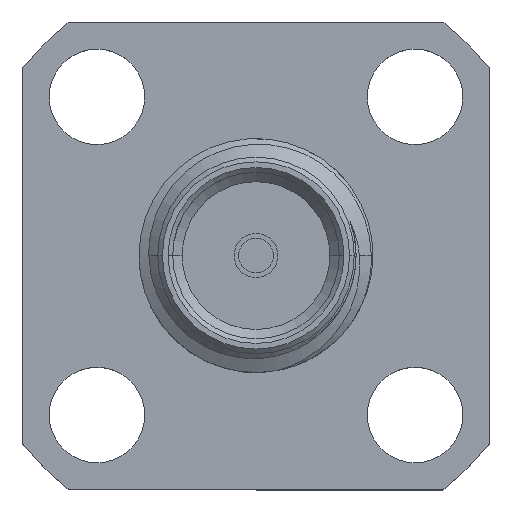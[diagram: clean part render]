
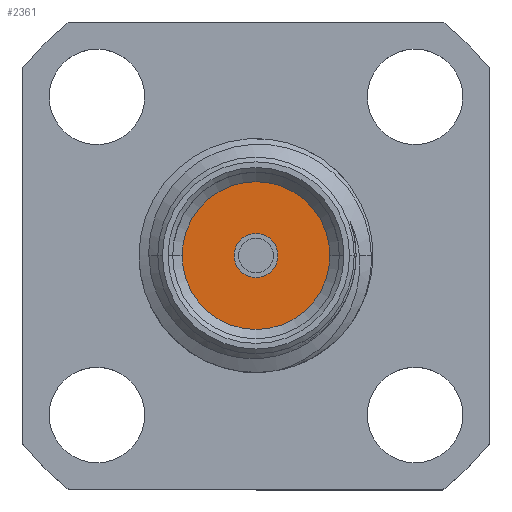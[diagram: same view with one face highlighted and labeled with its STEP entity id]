
A CAD part, top view. The second image highlights one B-rep face of the part: STEP entity #2361.
In plain terms, the highlighted planar face has unit normal (0, 0, 1).
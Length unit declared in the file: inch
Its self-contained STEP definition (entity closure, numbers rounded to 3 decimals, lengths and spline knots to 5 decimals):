
#456 = CARTESIAN_POINT ( 'NONE',  ( -0.0235, 0., 0.2625 ) ) ;
#501 = DIRECTION ( 'NONE',  ( 0., 0., 1. ) ) ;
#517 = ORIENTED_EDGE ( 'NONE', *, *, #2287, .F. ) ;
#689 = DIRECTION ( 'NONE',  ( 0., 0., 1. ) ) ;
#759 = CARTESIAN_POINT ( 'NONE',  ( -0.079, 0., 0.2625 ) ) ;
#947 = VERTEX_POINT ( 'NONE', #1236 ) ;
#1236 = CARTESIAN_POINT ( 'NONE',  ( 0.079, 0., 0.2625 ) ) ;
#1381 = CARTESIAN_POINT ( 'NONE',  ( 0., 0., 0.2625 ) ) ;
#1484 = AXIS2_PLACEMENT_3D ( 'NONE', #1381, #501, #5093 ) ;
#1527 = CIRCLE ( 'NONE', #1484, 0.0235 ) ;
#1652 = AXIS2_PLACEMENT_3D ( 'NONE', #3166, #689, #4017 ) ;
#1896 = AXIS2_PLACEMENT_3D ( 'NONE', #4671, #4251, #4730 ) ;
#1937 = DIRECTION ( 'NONE',  ( 1., 0., 0. ) ) ;
#1943 = VERTEX_POINT ( 'NONE', #456 ) ;
#2278 = EDGE_LOOP ( 'NONE', ( #4863, #517 ) ) ;
#2279 = PLANE ( 'NONE',  #1652 ) ;
#2287 = EDGE_CURVE ( 'NONE', #1943, #4526, #1527, .T. ) ;
#2346 = CARTESIAN_POINT ( 'NONE',  ( 0., 0., 0.2625 ) ) ;
#2361 = ADVANCED_FACE ( 'NONE', ( #4387, #5239 ), #2279, .T. ) ;
#2402 = DIRECTION ( 'NONE',  ( 1., 0., 0. ) ) ;
#2525 = EDGE_CURVE ( 'NONE', #3735, #947, #5311, .T. ) ;
#2865 = CARTESIAN_POINT ( 'NONE',  ( 0., 0., 0.2625 ) ) ;
#3166 = CARTESIAN_POINT ( 'NONE',  ( 0., 0., 0.2625 ) ) ;
#3317 = CARTESIAN_POINT ( 'NONE',  ( 0.0235, 0., 0.2625 ) ) ;
#3423 = EDGE_CURVE ( 'NONE', #4526, #1943, #4247, .T. ) ;
#3561 = ORIENTED_EDGE ( 'NONE', *, *, #3686, .T. ) ;
#3686 = EDGE_CURVE ( 'NONE', #947, #3735, #4120, .T. ) ;
#3735 = VERTEX_POINT ( 'NONE', #759 ) ;
#3831 = ORIENTED_EDGE ( 'NONE', *, *, #2525, .T. ) ;
#4017 = DIRECTION ( 'NONE',  ( 1., 0., 0. ) ) ;
#4120 = CIRCLE ( 'NONE', #5280, 0.079 ) ;
#4247 = CIRCLE ( 'NONE', #1896, 0.0235 ) ;
#4251 = DIRECTION ( 'NONE',  ( 0., 0., 1. ) ) ;
#4387 = FACE_BOUND ( 'NONE', #2278, .T. ) ;
#4466 = EDGE_LOOP ( 'NONE', ( #3561, #3831 ) ) ;
#4526 = VERTEX_POINT ( 'NONE', #3317 ) ;
#4671 = CARTESIAN_POINT ( 'NONE',  ( 0., 0., 0.2625 ) ) ;
#4730 = DIRECTION ( 'NONE',  ( 1., 0., 0. ) ) ;
#4830 = DIRECTION ( 'NONE',  ( 0., 0., 1. ) ) ;
#4863 = ORIENTED_EDGE ( 'NONE', *, *, #3423, .F. ) ;
#4891 = DIRECTION ( 'NONE',  ( 0., 0., 1. ) ) ;
#5093 = DIRECTION ( 'NONE',  ( 1., 0., 0. ) ) ;
#5094 = AXIS2_PLACEMENT_3D ( 'NONE', #2346, #4830, #1937 ) ;
#5239 = FACE_OUTER_BOUND ( 'NONE', #4466, .T. ) ;
#5280 = AXIS2_PLACEMENT_3D ( 'NONE', #2865, #4891, #2402 ) ;
#5311 = CIRCLE ( 'NONE', #5094, 0.079 ) ;
